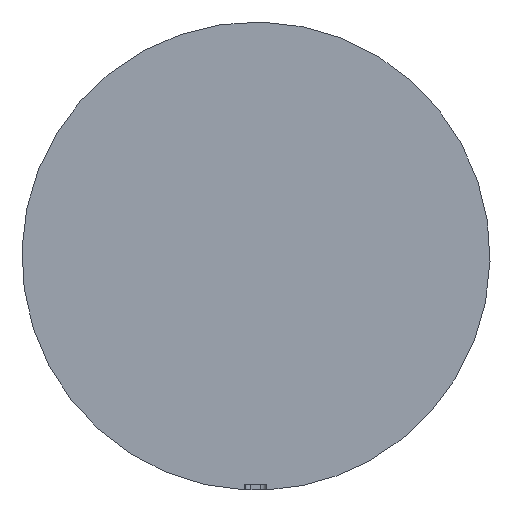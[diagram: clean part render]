
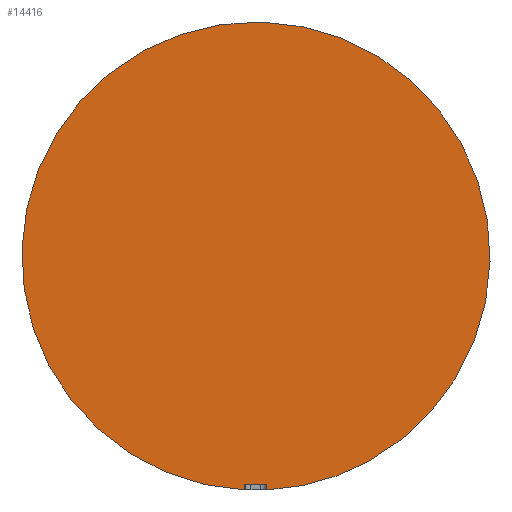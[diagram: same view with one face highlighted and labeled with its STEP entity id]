
A CAD part, left-side view. The second image highlights one B-rep face of the part: STEP entity #14416.
In plain terms, the highlighted planar face has unit normal (-1, 0, 0).
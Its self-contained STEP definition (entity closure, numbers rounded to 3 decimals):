
#12871=CARTESIAN_POINT(' ',(0.,-4.,-84.906));
#12872=VERTEX_POINT(' ',#12871);
#13061=CARTESIAN_POINT(' ',(0.,4.,-84.906));
#13062=VERTEX_POINT(' ',#13061);
#13076=CARTESIAN_POINT(' ',(0.,0.,0.));
#13081=DIRECTION(' ',(-1.,0.,0.));
#13086=DIRECTION(' ',(0.,0.479,0.878));
#13091=AXIS2_PLACEMENT_3D(' ',#13076,#13081,#13086);
#13096=CIRCLE('',#13091,85.);
#13101=CARTESIAN_POINT(' ',(0.,40.751,74.595));
#13102=VERTEX_POINT(' ',#13101);
#13106=EDGE_CURVE(' ',#13102,#13062,#13096,.T.);
#13171=CARTESIAN_POINT(' ',(0.,-40.751,-74.595));
#13172=VERTEX_POINT(' ',#13171);
#13186=CARTESIAN_POINT(' ',(0.,0.,0.));
#13191=DIRECTION(' ',(-1.,0.,0.));
#13196=DIRECTION(' ',(0.,-0.047,-0.999));
#13201=AXIS2_PLACEMENT_3D(' ',#13186,#13191,#13196);
#13206=CIRCLE('',#13201,85.);
#13211=EDGE_CURVE(' ',#12872,#13172,#13206,.T.);
#13301=CARTESIAN_POINT(' ',(0.,0.,0.));
#13306=DIRECTION(' ',(-1.,0.,0.));
#13311=DIRECTION(' ',(0.,-0.479,-0.878));
#13316=AXIS2_PLACEMENT_3D(' ',#13301,#13306,#13311);
#13321=CIRCLE('',#13316,85.);
#13326=EDGE_CURVE(' ',#13172,#13102,#13321,.T.);
#13541=CARTESIAN_POINT(' ',(0.,-4.,-82.903));
#13542=VERTEX_POINT(' ',#13541);
#13596=CARTESIAN_POINT(' ',(0.,-4.,-82.903));
#13601=DIRECTION(' ',(0.,0.,-1.));
#13606=VECTOR(' ',#13601,1.);
#13611=LINE('',#13596,#13606);
#13616=EDGE_CURVE(' ',#13542,#12872,#13611,.T.);
#14251=CARTESIAN_POINT(' ',(0.,4.,-82.903));
#14252=VERTEX_POINT(' ',#14251);
#14266=CARTESIAN_POINT(' ',(0.,4.,-82.903));
#14271=DIRECTION(' ',(0.,0.,-1.));
#14276=VECTOR(' ',#14271,1.);
#14281=LINE('',#14266,#14276);
#14286=EDGE_CURVE(' ',#14252,#13062,#14281,.T.);
#14321=DIRECTION(' ',(-1.,0.,0.));
#14326=CARTESIAN_POINT(' ',(0.,-87.015,85.718));
#14331=DIRECTION(' ',(0.,1.,0.));
#14336=AXIS2_PLACEMENT_3D(' ',#14326,#14321,#14331);
#14341=PLANE('',#14336);
#14346=CARTESIAN_POINT(' ',(0.,0.,0.008));
#14351=DIRECTION(' ',(-1.,0.,0.));
#14356=DIRECTION(' ',(0.,0.048,-0.999));
#14361=AXIS2_PLACEMENT_3D(' ',#14346,#14351,#14356);
#14366=CIRCLE('',#14361,83.007);
#14371=EDGE_CURVE(' ',#14252,#13542,#14366,.T.);
#14376=ORIENTED_EDGE(' ',*,*,#14371,.T.);
#14381=ORIENTED_EDGE(' ',*,*,#13616,.T.);
#14386=ORIENTED_EDGE(' ',*,*,#13211,.T.);
#14391=ORIENTED_EDGE(' ',*,*,#13326,.T.);
#14396=ORIENTED_EDGE(' ',*,*,#13106,.T.);
#14401=ORIENTED_EDGE(' ',*,*,#14286,.F.);
#14406=EDGE_LOOP(' ',(#14376,#14381,#14386,#14391,#14396,#14401));
#14411=FACE_OUTER_BOUND(' ',#14406,.T.);
#14416=ADVANCED_FACE('',(#14411),#14341,.T.);
